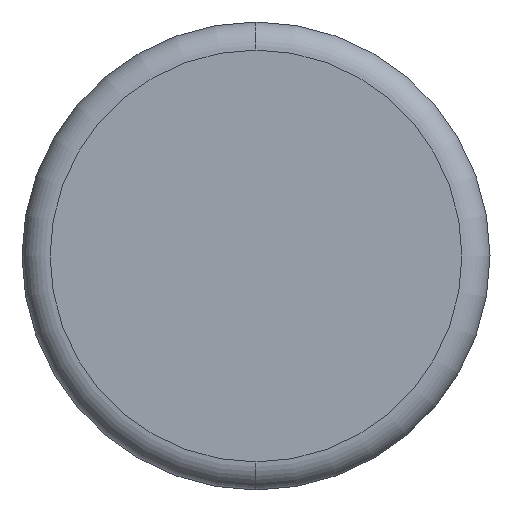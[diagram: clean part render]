
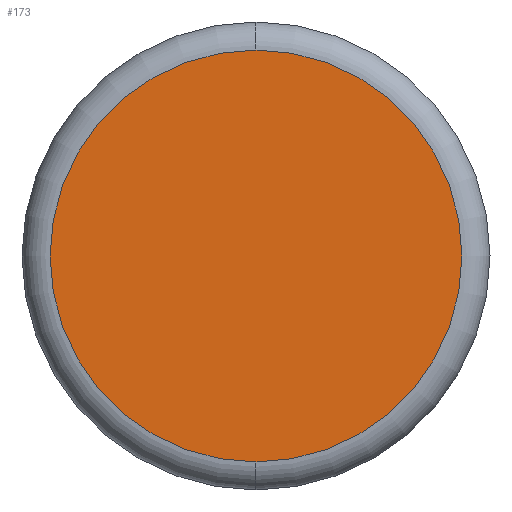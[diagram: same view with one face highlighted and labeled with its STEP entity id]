
A CAD part, front view. The second image highlights one B-rep face of the part: STEP entity #173.
In plain terms, the highlighted planar face has unit normal (0, -1, 0).
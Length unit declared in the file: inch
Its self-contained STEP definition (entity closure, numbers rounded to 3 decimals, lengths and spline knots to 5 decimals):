
#32 = CARTESIAN_POINT ( 'NONE',  ( 0., 0., 0. ) ) ;
#47 = CIRCLE ( 'NONE', #258, 0.44 ) ;
#79 = PLANE ( 'NONE',  #180 ) ;
#92 = EDGE_CURVE ( 'NONE', #458, #386, #335, .T. ) ;
#112 = AXIS2_PLACEMENT_3D ( 'NONE', #32, #493, #196 ) ;
#148 = EDGE_LOOP ( 'NONE', ( #528, #519 ) ) ;
#154 = CARTESIAN_POINT ( 'NONE',  ( 0., 0., -0.44 ) ) ;
#173 = ADVANCED_FACE ( 'NONE', ( #194 ), #79, .T. ) ;
#180 = AXIS2_PLACEMENT_3D ( 'NONE', #392, #524, #300 ) ;
#194 = FACE_OUTER_BOUND ( 'NONE', #148, .T. ) ;
#196 = DIRECTION ( 'NONE',  ( 0., 0., -1. ) ) ;
#207 = CARTESIAN_POINT ( 'NONE',  ( 0., 0., 0. ) ) ;
#258 = AXIS2_PLACEMENT_3D ( 'NONE', #207, #545, #291 ) ;
#291 = DIRECTION ( 'NONE',  ( 0., 0., -1. ) ) ;
#300 = DIRECTION ( 'NONE',  ( 0., 0., -1. ) ) ;
#335 = CIRCLE ( 'NONE', #112, 0.44 ) ;
#386 = VERTEX_POINT ( 'NONE', #516 ) ;
#392 = CARTESIAN_POINT ( 'NONE',  ( 0., 0., 0. ) ) ;
#458 = VERTEX_POINT ( 'NONE', #154 ) ;
#493 = DIRECTION ( 'NONE',  ( 0., -1., 0. ) ) ;
#509 = EDGE_CURVE ( 'NONE', #386, #458, #47, .T. ) ;
#516 = CARTESIAN_POINT ( 'NONE',  ( 0., 0., 0.44 ) ) ;
#519 = ORIENTED_EDGE ( 'NONE', *, *, #509, .T. ) ;
#524 = DIRECTION ( 'NONE',  ( 0., -1., 0. ) ) ;
#528 = ORIENTED_EDGE ( 'NONE', *, *, #92, .T. ) ;
#545 = DIRECTION ( 'NONE',  ( 0., -1., 0. ) ) ;
